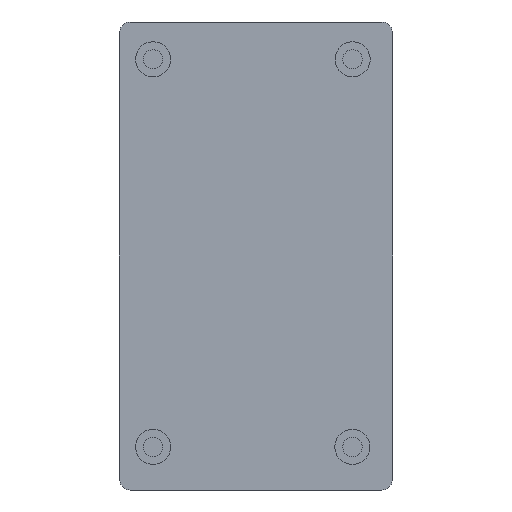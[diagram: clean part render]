
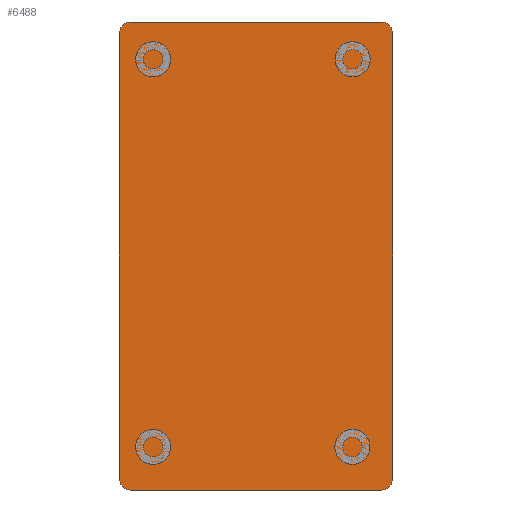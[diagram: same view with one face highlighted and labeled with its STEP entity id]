
A CAD part, front view. The second image highlights one B-rep face of the part: STEP entity #6488.
In plain terms, the highlighted planar face has unit normal (0, -1, 0).
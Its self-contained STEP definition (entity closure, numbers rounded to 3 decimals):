
#36=CIRCLE('',#6852,2.25);
#37=CIRCLE('',#6855,2.25);
#38=CIRCLE('',#6856,2.25);
#39=CIRCLE('',#6857,2.25);
#386=FACE_OUTER_BOUND('',#719,.T.);
#719=EDGE_LOOP('',(#5697,#5698,#5699,#5700,#5701,#5702,#5703,#5704));
#1577=LINE('',#10200,#2463);
#1580=LINE('',#10206,#2466);
#1581=LINE('',#10210,#2467);
#1582=LINE('',#10214,#2468);
#2463=VECTOR('',#8335,10.);
#2466=VECTOR('',#8340,10.);
#2467=VECTOR('',#8343,10.);
#2468=VECTOR('',#8346,10.);
#3081=VERTEX_POINT('',#10193);
#3082=VERTEX_POINT('',#10195);
#3083=VERTEX_POINT('',#10199);
#3085=VERTEX_POINT('',#10205);
#3086=VERTEX_POINT('',#10207);
#3087=VERTEX_POINT('',#10209);
#3088=VERTEX_POINT('',#10211);
#3089=VERTEX_POINT('',#10213);
#3965=EDGE_CURVE('',#3081,#3082,#36,.T.);
#3967=EDGE_CURVE('',#3082,#3083,#1577,.T.);
#3970=EDGE_CURVE('',#3085,#3081,#1580,.T.);
#3971=EDGE_CURVE('',#3086,#3085,#37,.T.);
#3972=EDGE_CURVE('',#3087,#3086,#1581,.T.);
#3973=EDGE_CURVE('',#3088,#3087,#38,.T.);
#3974=EDGE_CURVE('',#3089,#3088,#1582,.T.);
#3975=EDGE_CURVE('',#3083,#3089,#39,.T.);
#5697=ORIENTED_EDGE('',*,*,#3965,.F.);
#5698=ORIENTED_EDGE('',*,*,#3970,.F.);
#5699=ORIENTED_EDGE('',*,*,#3971,.F.);
#5700=ORIENTED_EDGE('',*,*,#3972,.F.);
#5701=ORIENTED_EDGE('',*,*,#3973,.F.);
#5702=ORIENTED_EDGE('',*,*,#3974,.F.);
#5703=ORIENTED_EDGE('',*,*,#3975,.F.);
#5704=ORIENTED_EDGE('',*,*,#3967,.F.);
#6175=PLANE('',#6854);
#6488=ADVANCED_FACE('',(#386),#6175,.F.);
#6852=AXIS2_PLACEMENT_3D('',#10196,#8330,#8331);
#6854=AXIS2_PLACEMENT_3D('',#10204,#8338,#8339);
#6855=AXIS2_PLACEMENT_3D('',#10208,#8341,#8342);
#6856=AXIS2_PLACEMENT_3D('',#10212,#8344,#8345);
#6857=AXIS2_PLACEMENT_3D('',#10215,#8347,#8348);
#8330=DIRECTION('center_axis',(0.,1.,0.));
#8331=DIRECTION('ref_axis',(-0.707,0.,-0.707));
#8335=DIRECTION('',(0.,0.,1.));
#8338=DIRECTION('center_axis',(0.,1.,0.));
#8339=DIRECTION('ref_axis',(1.,0.,0.));
#8340=DIRECTION('',(-1.,0.,0.));
#8341=DIRECTION('center_axis',(0.,1.,0.));
#8342=DIRECTION('ref_axis',(0.707,0.,-0.707));
#8343=DIRECTION('',(0.,0.,-1.));
#8344=DIRECTION('center_axis',(0.,1.,0.));
#8345=DIRECTION('ref_axis',(0.707,0.,0.707));
#8346=DIRECTION('',(1.,0.,0.));
#8347=DIRECTION('center_axis',(0.,1.,0.));
#8348=DIRECTION('ref_axis',(-0.707,0.,0.707));
#10193=CARTESIAN_POINT('',(2.25,0.,-96.));
#10195=CARTESIAN_POINT('',(0.,0.,-93.75));
#10196=CARTESIAN_POINT('Origin',(2.25,0.,-93.75));
#10199=CARTESIAN_POINT('',(0.,0.,-2.25));
#10200=CARTESIAN_POINT('',(0.,0.,-96.));
#10204=CARTESIAN_POINT('Origin',(28.,0.,-48.));
#10205=CARTESIAN_POINT('',(53.75,0.,-96.));
#10206=CARTESIAN_POINT('',(56.,0.,-96.));
#10207=CARTESIAN_POINT('',(56.,0.,-93.75));
#10208=CARTESIAN_POINT('Origin',(53.75,0.,-93.75));
#10209=CARTESIAN_POINT('',(56.,0.,-2.25));
#10210=CARTESIAN_POINT('',(56.,0.,0.));
#10211=CARTESIAN_POINT('',(53.75,0.,0.));
#10212=CARTESIAN_POINT('Origin',(53.75,0.,-2.25));
#10213=CARTESIAN_POINT('',(2.25,0.,0.));
#10214=CARTESIAN_POINT('',(0.,0.,0.));
#10215=CARTESIAN_POINT('Origin',(2.25,0.,-2.25));
